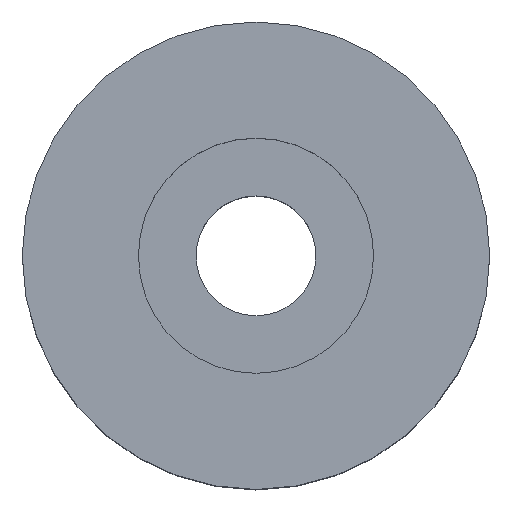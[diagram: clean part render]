
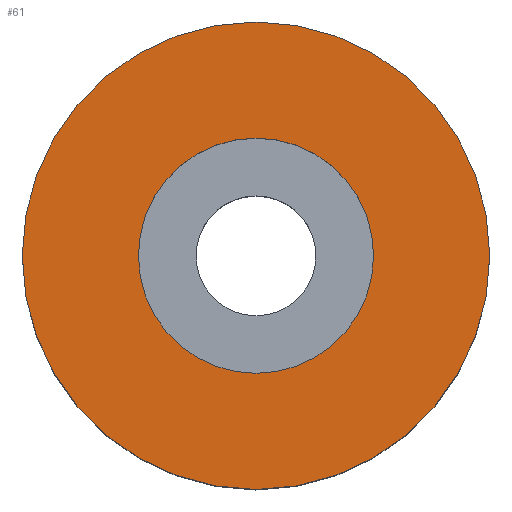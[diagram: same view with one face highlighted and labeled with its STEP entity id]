
A CAD part, top view. The second image highlights one B-rep face of the part: STEP entity #61.
In plain terms, the highlighted planar face has unit normal (0, 0, 1).
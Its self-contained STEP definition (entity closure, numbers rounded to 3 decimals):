
#17 = CARTESIAN_POINT ( 'NONE',  ( -8.05, 0., 21. ) ) ;
#23 = CIRCLE ( 'NONE', #211, 8.05 ) ;
#33 = DIRECTION ( 'NONE',  ( 0., 0., -1. ) ) ;
#38 = CARTESIAN_POINT ( 'NONE',  ( 0., 0., 21. ) ) ;
#61 = ADVANCED_FACE ( 'NONE', ( #111, #279 ), #439, .T. ) ;
#66 = EDGE_CURVE ( 'NONE', #213, #259, #432, .T. ) ;
#70 = DIRECTION ( 'NONE',  ( 0., 0., 1. ) ) ;
#72 = CARTESIAN_POINT ( 'NONE',  ( 0., 0., 21. ) ) ;
#111 = FACE_BOUND ( 'NONE', #446, .T. ) ;
#115 = CIRCLE ( 'NONE', #373, 8.05 ) ;
#126 = AXIS2_PLACEMENT_3D ( 'NONE', #196, #70, #490 ) ;
#184 = CARTESIAN_POINT ( 'NONE',  ( -16., 0., 21. ) ) ;
#194 = DIRECTION ( 'NONE',  ( -1., 0., 0. ) ) ;
#196 = CARTESIAN_POINT ( 'NONE',  ( 0., 0., 21. ) ) ;
#198 = DIRECTION ( 'NONE',  ( 0., 0., 1. ) ) ;
#205 = ORIENTED_EDGE ( 'NONE', *, *, #506, .F. ) ;
#206 = DIRECTION ( 'NONE',  ( 0., 0., -1. ) ) ;
#211 = AXIS2_PLACEMENT_3D ( 'NONE', #281, #442, #483 ) ;
#213 = VERTEX_POINT ( 'NONE', #184 ) ;
#248 = ORIENTED_EDGE ( 'NONE', *, *, #475, .F. ) ;
#249 = DIRECTION ( 'NONE',  ( 1., 0., 0. ) ) ;
#258 = DIRECTION ( 'NONE',  ( -1., 0., 0. ) ) ;
#259 = VERTEX_POINT ( 'NONE', #468 ) ;
#279 = FACE_OUTER_BOUND ( 'NONE', #328, .T. ) ;
#281 = CARTESIAN_POINT ( 'NONE',  ( 0., 0., 21. ) ) ;
#295 = VERTEX_POINT ( 'NONE', #520 ) ;
#328 = EDGE_LOOP ( 'NONE', ( #530, #504 ) ) ;
#336 = CARTESIAN_POINT ( 'NONE',  ( 0., 0., 21. ) ) ;
#373 = AXIS2_PLACEMENT_3D ( 'NONE', #38, #198, #249 ) ;
#375 = VERTEX_POINT ( 'NONE', #17 ) ;
#417 = AXIS2_PLACEMENT_3D ( 'NONE', #336, #206, #258 ) ;
#432 = CIRCLE ( 'NONE', #456, 16. ) ;
#439 = PLANE ( 'NONE',  #126 ) ;
#442 = DIRECTION ( 'NONE',  ( 0., 0., 1. ) ) ;
#446 = EDGE_LOOP ( 'NONE', ( #248, #205 ) ) ;
#456 = AXIS2_PLACEMENT_3D ( 'NONE', #72, #33, #194 ) ;
#468 = CARTESIAN_POINT ( 'NONE',  ( 16., 0., 21. ) ) ;
#470 = CIRCLE ( 'NONE', #417, 16. ) ;
#475 = EDGE_CURVE ( 'NONE', #295, #375, #23, .T. ) ;
#483 = DIRECTION ( 'NONE',  ( 1., 0., 0. ) ) ;
#490 = DIRECTION ( 'NONE',  ( 1., 0., 0. ) ) ;
#504 = ORIENTED_EDGE ( 'NONE', *, *, #66, .F. ) ;
#506 = EDGE_CURVE ( 'NONE', #375, #295, #115, .T. ) ;
#516 = EDGE_CURVE ( 'NONE', #259, #213, #470, .T. ) ;
#520 = CARTESIAN_POINT ( 'NONE',  ( 8.05, 0., 21. ) ) ;
#530 = ORIENTED_EDGE ( 'NONE', *, *, #516, .F. ) ;
